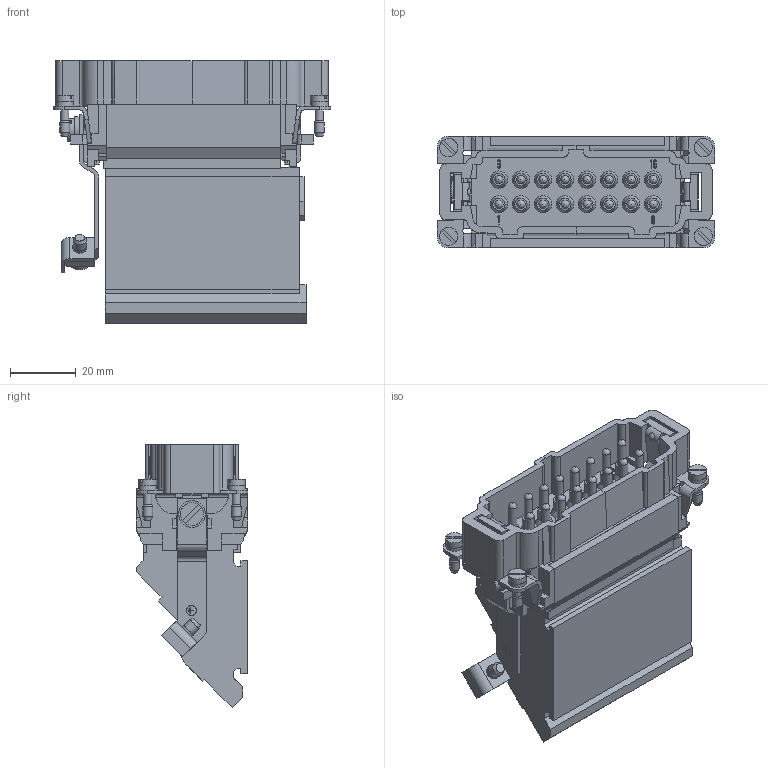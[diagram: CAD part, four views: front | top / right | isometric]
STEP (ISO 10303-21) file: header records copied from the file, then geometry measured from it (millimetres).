
FILE_DESCRIPTION(/* description */ (''),/* implementation_level */ '2;1');
FILE_NAME(/* name */ '100803671ugm000_b.stp',/* time_stamp */ '2019-09-16T10:34:55+02:00',/* author */ (''),/* organization */ (''),/* preprocessor_version */ 'ST-DEVELOPER v16.7',/* originating_system */ 'SIEMENS PLM Software NX 12.0',/* authorisation */ '');
FILE_SCHEMA (('AUTOMOTIVE_DESIGN { 1 0 10303 214 3 1 1 1 }'));
Length unit declared in the file: millimetre
Products named in the file (1): 100803671ugm000_b
Bounding box: 84.5 x 34 x 80.09 mm (x, y, z)
Volume: 102442.6 mm3; surface area: 31246.5 mm2
Topology: 1 solids, 1 shells, 1198 faces, 3709 edges, 3021 vertices
Faces by surface type: plane 870, cylinder 214, cone 57, extrusion 39, sphere 18
Full cylindrical faces by diameter (mm): 0.402 x1, 0.591 x1, 2.3 x2, 2.45 x2, 2.5 x20, 2.925 x1, 3 x5, 3.242 x1, 3.6 x16, 3.7 x16, 4 x1, 4.35 x1, 5.35 x4, 5.5 x4, 7 x2, 8.2 x1
Entity records: 49858 total; most frequent: CARTESIAN_POINT 9113, ORIENTED_EDGE 6206, DIRECTION 5972, EDGE_CURVE 3103, VECTOR 2520, LINE 2481, VERTEX_POINT 2124, AXIS2_PLACEMENT_3D 1726
